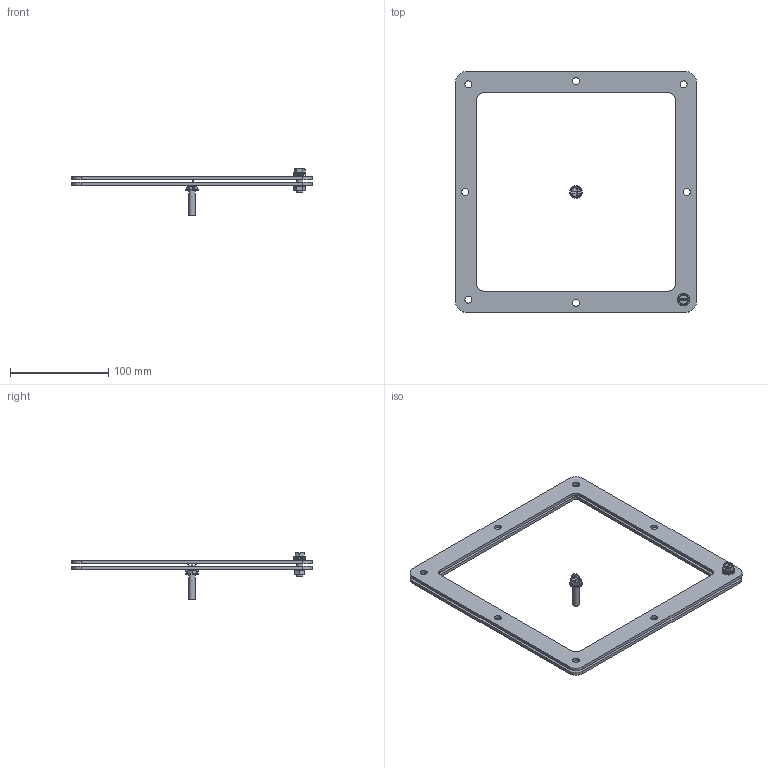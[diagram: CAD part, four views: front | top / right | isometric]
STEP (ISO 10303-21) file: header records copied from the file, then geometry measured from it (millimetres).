
FILE_DESCRIPTION (( 'STEP AP203' ), '1' );
FILE_NAME ('1487EKSS.step', '2020-11-17T21:15:56', ( 'ADC123' ), ( 'Microsoft' ), 'SwSTEP 2.0', 'SolidWorks 2019', '' );
FILE_SCHEMA (( 'CONFIG_CONTROL_DESIGN' ));
Length unit declared in the file: inch
Products named in the file (1): 1487EKSS
Bounding box: 244.47 x 244.47 x 48.67 mm (x, y, z)
Volume: 121755.4 mm3; surface area: 89937.1 mm2
Topology: 7 solids, 7 shells, 217 faces, 581 edges, 382 vertices
Faces by surface type: plane 126, cylinder 75, bspline 16
Full cylindrical faces by diameter (mm): 4.976 x1, 6.35 x2, 6.553 x2, 7.137 x16, 12.7 x2
Entity records: 7101 total; most frequent: CARTESIAN_POINT 1690, ORIENTED_EDGE 1116, DIRECTION 1028, EDGE_CURVE 558, VERTEX_POINT 382, VECTOR 372, LINE 372, AXIS2_PLACEMENT_3D 328
